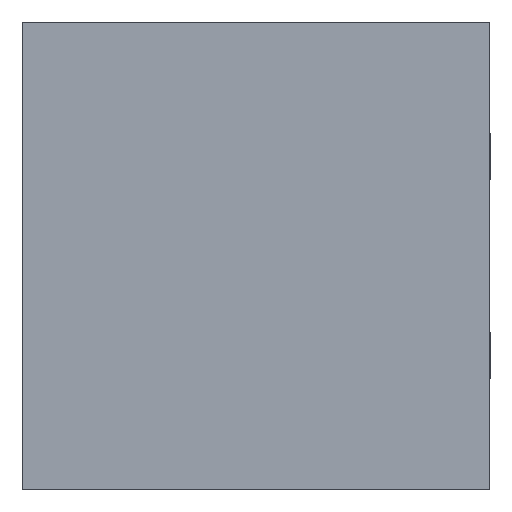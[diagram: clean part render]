
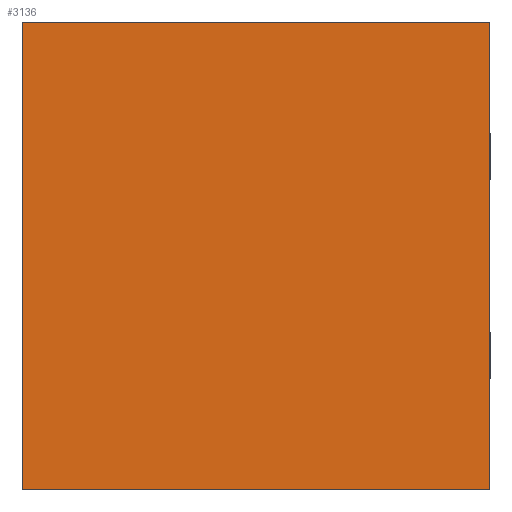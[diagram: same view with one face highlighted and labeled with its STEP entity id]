
A CAD part, front view. The second image highlights one B-rep face of the part: STEP entity #3136.
In plain terms, the highlighted planar face has unit normal (0, -1, 0).
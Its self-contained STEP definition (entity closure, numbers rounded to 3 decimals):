
#1035=ORIENTED_EDGE('',*,*,#1477,.F.);
#1036=ORIENTED_EDGE('',*,*,#1487,.F.);
#1037=ORIENTED_EDGE('',*,*,#1484,.F.);
#1038=ORIENTED_EDGE('',*,*,#1481,.F.);
#1477=EDGE_CURVE('',#1781,#1782,#2155,.T.);
#1481=EDGE_CURVE('',#1782,#1785,#2159,.T.);
#1484=EDGE_CURVE('',#1785,#1787,#2162,.T.);
#1487=EDGE_CURVE('',#1787,#1781,#2165,.T.);
#1781=VERTEX_POINT('',#5102);
#1782=VERTEX_POINT('',#5103);
#1785=VERTEX_POINT('',#5111);
#1787=VERTEX_POINT('',#5117);
#2155=LINE('',#5101,#2533);
#2159=LINE('',#5110,#2537);
#2162=LINE('',#5116,#2540);
#2165=LINE('',#5122,#2543);
#2533=VECTOR('',#4200,1000.);
#2537=VECTOR('',#4206,1000.);
#2540=VECTOR('',#4211,1000.);
#2543=VECTOR('',#4216,1000.);
#2708=EDGE_LOOP('',(#1035,#1036,#1037,#1038));
#2872=FACE_BOUND('',#2708,.T.);
#2986=PLANE('',#3394);
#3136=ADVANCED_FACE('',(#2872),#2986,.F.);
#3394=AXIS2_PLACEMENT_3D('',#5125,#4220,#4221);
#4200=DIRECTION('',(1.,0.,0.));
#4206=DIRECTION('',(0.,0.,-1.));
#4211=DIRECTION('',(-1.,0.,0.));
#4216=DIRECTION('',(0.,0.,1.));
#4220=DIRECTION('',(0.,1.,0.));
#4221=DIRECTION('',(0.,0.,1.));
#5101=CARTESIAN_POINT('',(-1.,0.,1.));
#5102=CARTESIAN_POINT('',(-1.,0.,1.));
#5103=CARTESIAN_POINT('',(1.,0.,1.));
#5110=CARTESIAN_POINT('',(1.,0.,1.));
#5111=CARTESIAN_POINT('',(1.,0.,-1.));
#5116=CARTESIAN_POINT('',(1.,0.,-1.));
#5117=CARTESIAN_POINT('',(-1.,0.,-1.));
#5122=CARTESIAN_POINT('',(-1.,0.,-1.));
#5125=CARTESIAN_POINT('',(0.,0.,0.));
